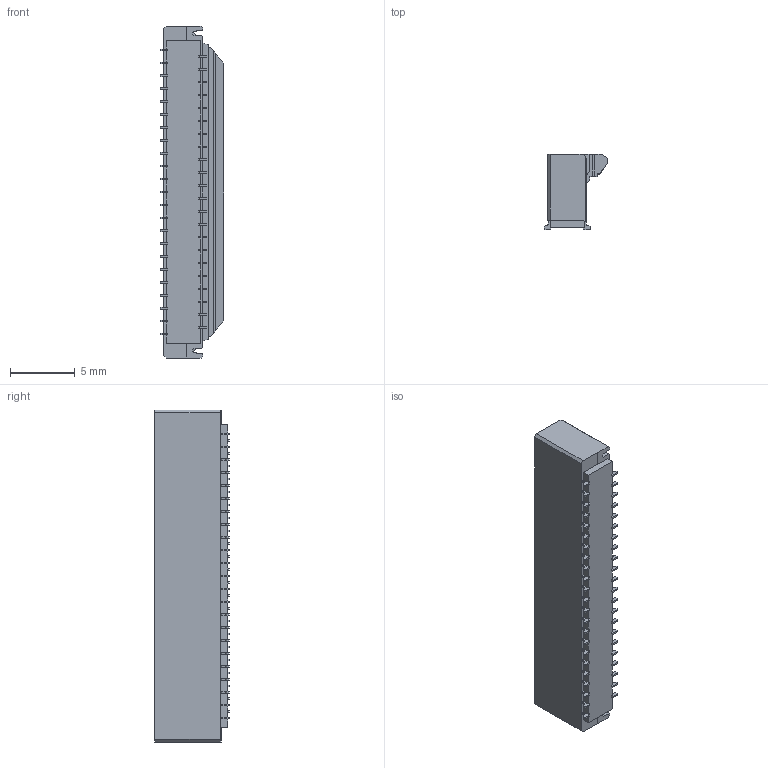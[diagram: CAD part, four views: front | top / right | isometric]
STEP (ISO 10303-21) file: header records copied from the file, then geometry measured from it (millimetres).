
FILE_DESCRIPTION(('CoCreate Modeling STEP Export'),'2;1');
FILE_NAME('FH40-45S-0.5SV.stp','2010-06-14T16:48:48',(''),(''),'CoCreate Modeling STEP processor for AP214 (Solid Model)','CoCreate Modeling 17.0 01-Apr-2010 (C) Parametric Technology GmbH','');
FILE_SCHEMA(('AUTOMOTIVE_DESIGN { 1 0 10303 214 1 1 1 1 }'));
Length unit declared in the file: millimetre
Products named in the file (1): FH40-45S-0.5SV
Bounding box: 4.9 x 5.8 x 25.7 mm (x, y, z)
Volume: 394.2 mm3; surface area: 844.4 mm2
Topology: 1 solids, 1 shells, 915 faces, 3010 edges, 2002 vertices
Faces by surface type: plane 768, cylinder 145, torus 2
Entity records: 31690 total; most frequent: ORIENTED_EDGE 6020, CARTESIAN_POINT 5784, DIRECTION 4754, EDGE_CURVE 3010, VECTOR 2590, LINE 2590, VERTEX_POINT 2002, AXIS2_PLACEMENT_3D 1082
